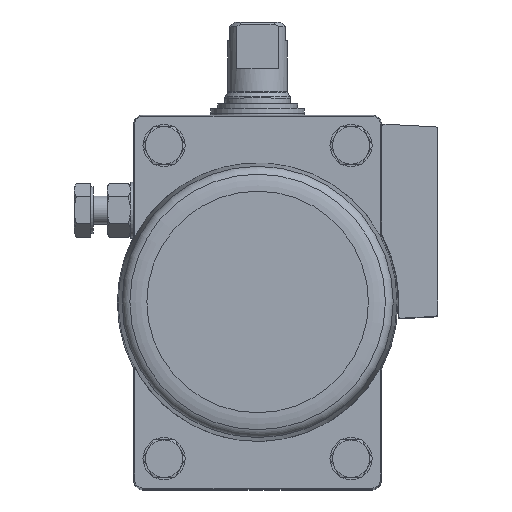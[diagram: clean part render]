
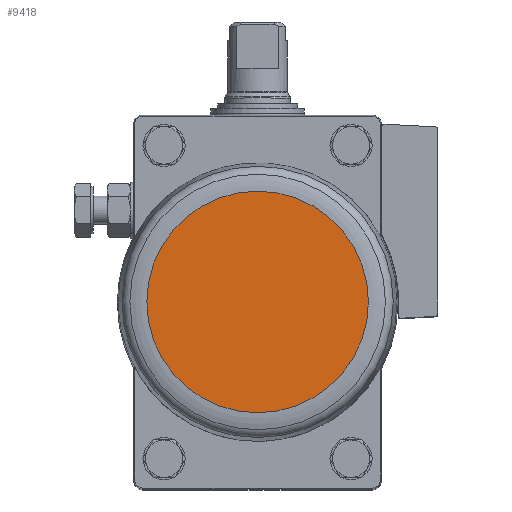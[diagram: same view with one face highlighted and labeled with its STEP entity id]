
A CAD part, top view. The second image highlights one B-rep face of the part: STEP entity #9418.
In plain terms, the highlighted planar face has unit normal (0, 0, 1).
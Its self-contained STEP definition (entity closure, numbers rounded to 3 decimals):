
#3418=ORIENTED_EDGE('',*,*,#5237,.T.);
#5237=EDGE_CURVE('',#6290,#6290,#6875,.T.);
#6290=VERTEX_POINT('',#15681);
#6875=CIRCLE('',#10365,23.7);
#7567=EDGE_LOOP('',(#3418));
#8394=FACE_BOUND('',#7567,.T.);
#8915=PLANE('',#10366);
#9418=ADVANCED_FACE('',(#8394),#8915,.F.);
#10365=AXIS2_PLACEMENT_3D('',#15680,#12510,#12511);
#10366=AXIS2_PLACEMENT_3D('',#15682,#12512,#12513);
#12510=DIRECTION('',(0.,0.,1.));
#12511=DIRECTION('',(1.,0.,0.));
#12512=DIRECTION('',(0.,0.,-1.));
#12513=DIRECTION('',(-1.,0.,0.));
#15680=CARTESIAN_POINT('',(0.,0.,72.85));
#15681=CARTESIAN_POINT('',(23.7,0.,72.85));
#15682=CARTESIAN_POINT('',(23.7,0.,72.85));
